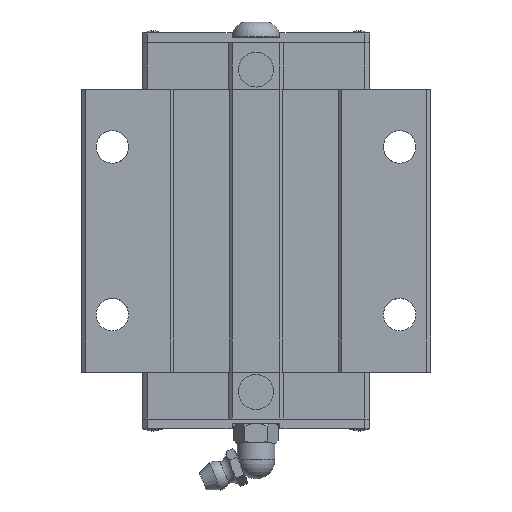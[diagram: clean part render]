
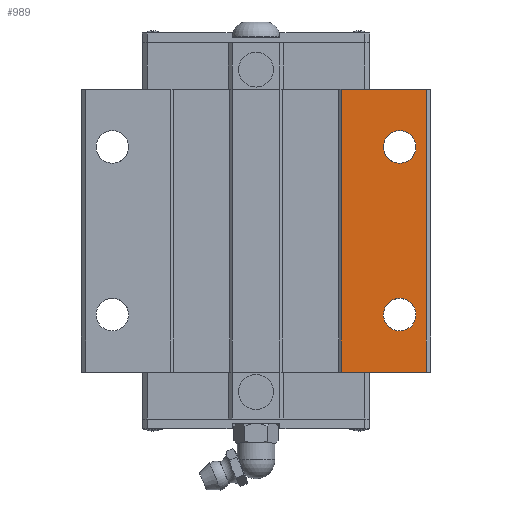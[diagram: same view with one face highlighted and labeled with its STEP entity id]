
A CAD part, top view. The second image highlights one B-rep face of the part: STEP entity #989.
In plain terms, the highlighted planar face has unit normal (0, 0, 1).
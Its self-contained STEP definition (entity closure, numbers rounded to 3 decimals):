
#989=ADVANCED_FACE('',(#2037,#2038,#2039),#2040,.T.);
#2037=FACE_OUTER_BOUND('',#3145,.T.);
#2038=FACE_BOUND('',#3146,.T.);
#2039=FACE_BOUND('',#3147,.T.);
#2040=PLANE('',#3148);
#3145=EDGE_LOOP('',(#6202,#6203,#6204,#6205));
#3146=EDGE_LOOP('',(#6206,#6207));
#3147=EDGE_LOOP('',(#6208,#6209));
#3148=AXIS2_PLACEMENT_3D('',#6210,#6211,#6212);
#6202=ORIENTED_EDGE('',*,*,#7822,.T.);
#6203=ORIENTED_EDGE('',*,*,#7751,.T.);
#6204=ORIENTED_EDGE('',*,*,#7828,.F.);
#6205=ORIENTED_EDGE('',*,*,#7803,.T.);
#6206=ORIENTED_EDGE('',*,*,#6685,.T.);
#6207=ORIENTED_EDGE('',*,*,#7829,.T.);
#6208=ORIENTED_EDGE('',*,*,#6679,.T.);
#6209=ORIENTED_EDGE('',*,*,#7830,.T.);
#6210=CARTESIAN_POINT('',(0.0,70.801,33.0));
#6211=DIRECTION('',(0.0,0.0,1.0));
#6212=DIRECTION('',(-1.0,0.0,0.0));
#6679=EDGE_CURVE('',#8001,#8007,#8009,.T.);
#6685=EDGE_CURVE('',#8012,#8018,#8020,.T.);
#7751=EDGE_CURVE('',#9603,#9601,#9604,.T.);
#7803=EDGE_CURVE('',#9693,#9691,#9694,.T.);
#7822=EDGE_CURVE('',#9691,#9603,#9717,.T.);
#7828=EDGE_CURVE('',#9693,#9601,#9723,.T.);
#7829=EDGE_CURVE('',#8018,#8012,#9724,.T.);
#7830=EDGE_CURVE('',#8007,#8001,#9725,.T.);
#8001=VERTEX_POINT('',#9940);
#8007=VERTEX_POINT('',#9947);
#8009=CIRCLE('',#9950,3.4);
#8012=VERTEX_POINT('',#9953);
#8018=VERTEX_POINT('',#9960);
#8020=CIRCLE('',#9963,3.4);
#9601=VERTEX_POINT('',#13088);
#9603=VERTEX_POINT('',#13091);
#9604=LINE('',#13092,#13093);
#9691=VERTEX_POINT('',#13222);
#9693=VERTEX_POINT('',#13225);
#9694=LINE('',#13226,#13227);
#9717=LINE('',#13262,#13263);
#9723=LINE('',#13271,#13272);
#9724=CIRCLE('',#13273,3.4);
#9725=CIRCLE('',#13274,3.4);
#9940=CARTESIAN_POINT('',(33.4,23.801,33.0));
#9947=CARTESIAN_POINT('',(26.6,23.801,33.0));
#9950=AXIS2_PLACEMENT_3D('',#13530,#13531,#13532);
#9953=CARTESIAN_POINT('',(33.4,58.801,33.0));
#9960=CARTESIAN_POINT('',(26.6,58.801,33.0));
#9963=AXIS2_PLACEMENT_3D('',#13541,#13542,#13543);
#13088=CARTESIAN_POINT('',(35.5,11.801,33.0));
#13091=CARTESIAN_POINT('',(17.75,11.801,33.0));
#13092=CARTESIAN_POINT('',(35.5,11.801,33.0));
#13093=VECTOR('',#14573,1.0);
#13222=CARTESIAN_POINT('',(17.75,70.801,33.0));
#13225=CARTESIAN_POINT('',(35.5,70.801,33.0));
#13226=CARTESIAN_POINT('',(35.5,70.801,33.0));
#13227=VECTOR('',#14623,1.0);
#13262=CARTESIAN_POINT('',(17.75,85.551,33.0));
#13263=VECTOR('',#14636,1.0);
#13271=CARTESIAN_POINT('',(35.5,70.801,33.0));
#13272=VECTOR('',#14639,1.0);
#13273=AXIS2_PLACEMENT_3D('',#14640,#14641,#14642);
#13274=AXIS2_PLACEMENT_3D('',#14643,#14644,#14645);
#13530=CARTESIAN_POINT('',(30.0,23.801,33.0));
#13531=DIRECTION('',(0.0,0.0,-1.0));
#13532=DIRECTION('',(1.0,0.0,0.0));
#13541=CARTESIAN_POINT('',(30.0,58.801,33.0));
#13542=DIRECTION('',(0.0,0.0,-1.0));
#13543=DIRECTION('',(1.0,0.0,0.0));
#14573=DIRECTION('',(1.0,0.0,0.0));
#14623=DIRECTION('',(-1.0,0.0,0.0));
#14636=DIRECTION('',(0.0,-1.0,0.0));
#14639=DIRECTION('',(0.0,-1.0,0.0));
#14640=CARTESIAN_POINT('',(30.0,58.801,33.0));
#14641=DIRECTION('',(0.0,0.0,-1.0));
#14642=DIRECTION('',(1.0,0.0,0.0));
#14643=CARTESIAN_POINT('',(30.0,23.801,33.0));
#14644=DIRECTION('',(0.0,0.0,-1.0));
#14645=DIRECTION('',(1.0,0.0,0.0));
